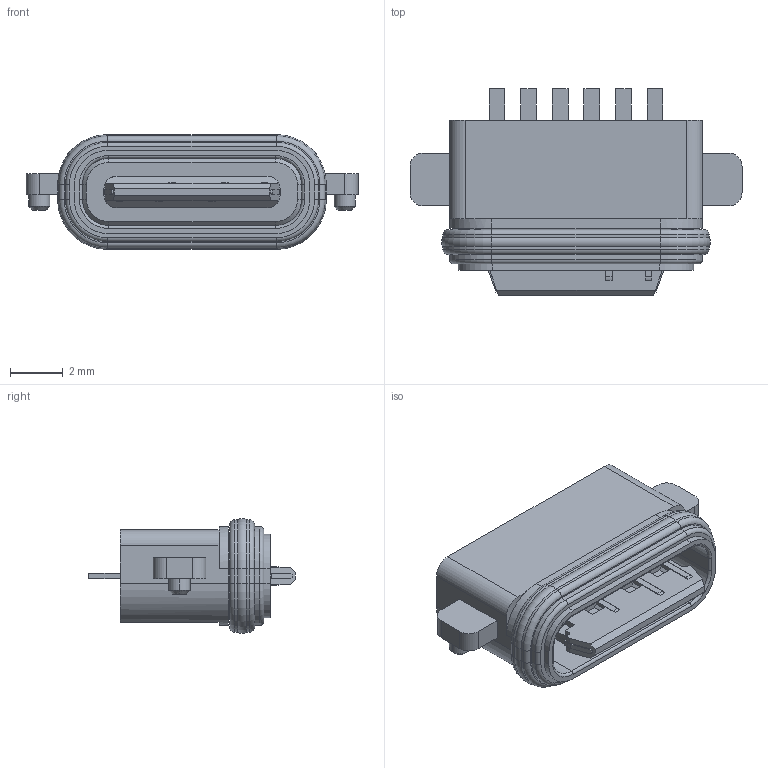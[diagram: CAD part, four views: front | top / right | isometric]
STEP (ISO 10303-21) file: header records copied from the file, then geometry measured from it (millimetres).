
FILE_DESCRIPTION((''),'2;1');
FILE_NAME('YAZHU_3_11','2020-04-21T',('燠漆顫'),(''),'PRO/ENGINEER BY PARAMETRIC TECHNOLOGY CORPORATION, 2009090','PRO/ENGINEER BY PARAMETRIC TECHNOLOGY CORPORATION, 2009090','');
FILE_SCHEMA(('CONFIG_CONTROL_DESIGN'));
Length unit declared in the file: millimetre
Products named in the file (1): YAZHU_3_11
Bounding box: 12.6 x 7.85 x 4.36 mm (x, y, z)
Volume: 144 mm3; surface area: 456.3 mm2
Topology: 1 solids, 1 shells, 424 faces, 1123 edges, 722 vertices
Faces by surface type: plane 296, cylinder 96, torus 20, cone 12
Entity records: 13051 total; most frequent: CARTESIAN_POINT 2299, ORIENTED_EDGE 2246, DIRECTION 2207, EDGE_CURVE 1123, VECTOR 871, LINE 871, VERTEX_POINT 722, AXIS2_PLACEMENT_3D 668
